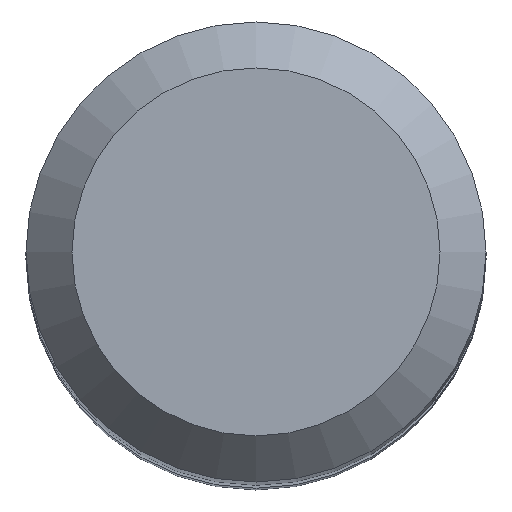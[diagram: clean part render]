
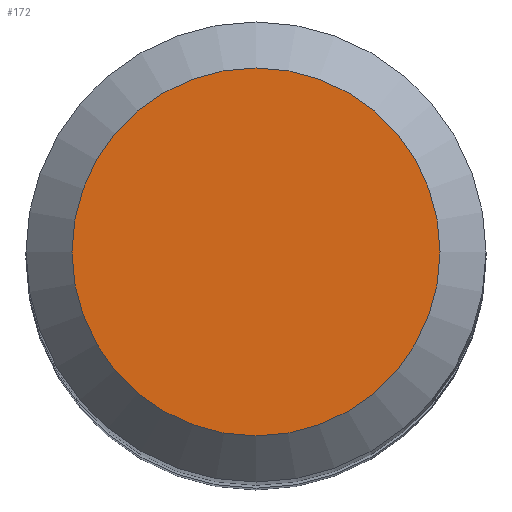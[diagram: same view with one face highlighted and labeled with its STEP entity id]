
A CAD part, top view. The second image highlights one B-rep face of the part: STEP entity #172.
In plain terms, the highlighted planar face has unit normal (0, 0, 1).
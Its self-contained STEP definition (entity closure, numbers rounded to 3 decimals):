
#11 = CARTESIAN_POINT ( 'NONE',  ( 0., 0., 0. ) ) ;
#24 = CARTESIAN_POINT ( 'NONE',  ( 4., 0., 0. ) ) ;
#35 = ORIENTED_EDGE ( 'NONE', *, *, #87, .T. ) ;
#53 = AXIS2_PLACEMENT_3D ( 'NONE', #11, #189, #88 ) ;
#87 = EDGE_CURVE ( 'NONE', #129, #129, #144, .T. ) ;
#88 = DIRECTION ( 'NONE',  ( 1., 0., 0. ) ) ;
#121 = EDGE_LOOP ( 'NONE', ( #35 ) ) ;
#129 = VERTEX_POINT ( 'NONE', #24 ) ;
#144 = CIRCLE ( 'NONE', #193, 4. ) ;
#164 = DIRECTION ( 'NONE',  ( 1., 0., 0. ) ) ;
#172 = ADVANCED_FACE ( 'NONE', ( #183 ), #273, .T. ) ;
#183 = FACE_OUTER_BOUND ( 'NONE', #121, .T. ) ;
#189 = DIRECTION ( 'NONE',  ( 0., 0., 1. ) ) ;
#193 = AXIS2_PLACEMENT_3D ( 'NONE', #201, #272, #164 ) ;
#201 = CARTESIAN_POINT ( 'NONE',  ( 0., 0., 0. ) ) ;
#272 = DIRECTION ( 'NONE',  ( 0., 0., 1. ) ) ;
#273 = PLANE ( 'NONE',  #53 ) ;
